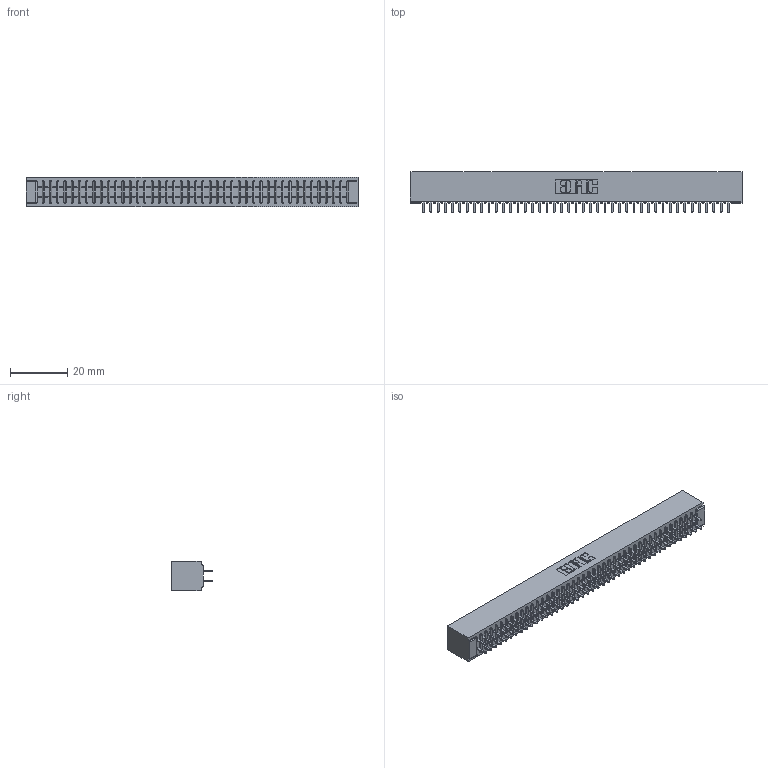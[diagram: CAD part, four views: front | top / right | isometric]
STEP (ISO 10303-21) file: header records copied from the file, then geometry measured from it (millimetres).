
FILE_DESCRIPTION (( 'STEP AP203' ), '1' );
FILE_NAME ('341-086-520-201.STEP', '2018-08-07T22:57:53', ( '' ), ( '' ), 'SwSTEP 2.0', 'SolidWorks 2016', '' );
FILE_SCHEMA (( 'CONFIG_CONTROL_DESIGN' ));
Length unit declared in the file: inch
Products named in the file (3): 341 Part_No Mounting Lugs; 341-292-001_341-292-120; 341-086-520-201
Assembly tree (87 placements, depth 2):
  341-086-520-201
    341 Part_No Mounting Lugs
    341-292-001_341-292-120  x86
Bounding box: 116.2 x 14.27 x 10.16 mm (x, y, z)
Volume: 8821.2 mm3; surface area: 16271.9 mm2
Topology: 87 solids, 87 shells, 5784 faces, 16761 edges, 10854 vertices
Faces by surface type: plane 3504, cylinder 2108, sphere 88, torus 84
Entity records: 51628 total; most frequent: CARTESIAN_POINT 8581, ORIENTED_EDGE 8526, DIRECTION 8325, EDGE_CURVE 4263, LINE 3449, VECTOR 3449, VERTEX_POINT 2694, AXIS2_PLACEMENT_3D 2438
